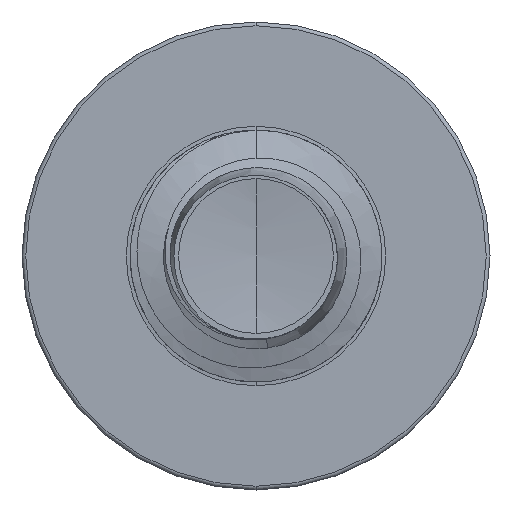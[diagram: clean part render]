
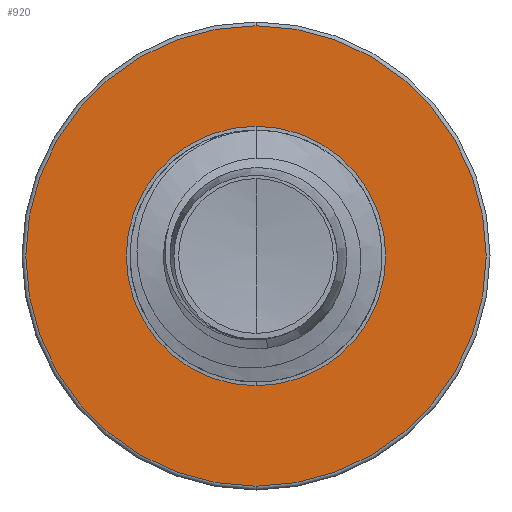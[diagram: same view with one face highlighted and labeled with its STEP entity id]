
A CAD part, front view. The second image highlights one B-rep face of the part: STEP entity #920.
In plain terms, the highlighted planar face has unit normal (0, -1, 0).
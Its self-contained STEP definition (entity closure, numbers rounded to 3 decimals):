
#920 = ADVANCED_FACE ( 'NONE', ( #9208, #4240 ), #16922, .F. ) ;
#1247 = CARTESIAN_POINT ( 'NONE',  ( 0., 3.5, -0.721 ) ) ;
#1583 = VERTEX_POINT ( 'NONE', #6879 ) ;
#2124 = DIRECTION ( 'NONE',  ( 0., 1., 0. ) ) ;
#3414 = AXIS2_PLACEMENT_3D ( 'NONE', #5354, #15311, #6940 ) ;
#3880 = CIRCLE ( 'NONE', #4338, 1.279 ) ;
#4096 = CARTESIAN_POINT ( 'NONE',  ( 0., 3.5, -1.279 ) ) ;
#4240 = FACE_BOUND ( 'NONE', #5300, .T. ) ;
#4338 = AXIS2_PLACEMENT_3D ( 'NONE', #13717, #4889, #14941 ) ;
#4889 = DIRECTION ( 'NONE',  ( 0., 1., 0. ) ) ;
#5300 = EDGE_LOOP ( 'NONE', ( #17704, #8355 ) ) ;
#5354 = CARTESIAN_POINT ( 'NONE',  ( 0., 3.5, 0. ) ) ;
#5395 = DIRECTION ( 'NONE',  ( 0., 1., 0. ) ) ;
#6879 = CARTESIAN_POINT ( 'NONE',  ( 0., 3.5, 1.279 ) ) ;
#6912 = CARTESIAN_POINT ( 'NONE',  ( 0., 3.5, 0. ) ) ;
#6940 = DIRECTION ( 'NONE',  ( 0., 0., 1. ) ) ;
#8355 = ORIENTED_EDGE ( 'NONE', *, *, #9476, .T. ) ;
#8573 = DIRECTION ( 'NONE',  ( 0., 0., 1. ) ) ;
#8823 = AXIS2_PLACEMENT_3D ( 'NONE', #1247, #2124, #13880 ) ;
#9208 = FACE_OUTER_BOUND ( 'NONE', #15139, .T. ) ;
#9390 = ORIENTED_EDGE ( 'NONE', *, *, #15784, .F. ) ;
#9476 = EDGE_CURVE ( 'NONE', #10027, #9520, #16195, .T. ) ;
#9520 = VERTEX_POINT ( 'NONE', #12780 ) ;
#10027 = VERTEX_POINT ( 'NONE', #16711 ) ;
#12153 = VERTEX_POINT ( 'NONE', #4096 ) ;
#12210 = CIRCLE ( 'NONE', #15586, 0.721 ) ;
#12456 = ORIENTED_EDGE ( 'NONE', *, *, #16568, .F. ) ;
#12780 = CARTESIAN_POINT ( 'NONE',  ( 0., 3.5, 0.721 ) ) ;
#13717 = CARTESIAN_POINT ( 'NONE',  ( 0., 3.5, 0. ) ) ;
#13880 = DIRECTION ( 'NONE',  ( 0., 0., 1. ) ) ;
#14119 = CARTESIAN_POINT ( 'NONE',  ( 0., 3.5, 0. ) ) ;
#14941 = DIRECTION ( 'NONE',  ( 0., 0., 1. ) ) ;
#15139 = EDGE_LOOP ( 'NONE', ( #12456, #9390 ) ) ;
#15311 = DIRECTION ( 'NONE',  ( 0., 1., 0. ) ) ;
#15340 = DIRECTION ( 'NONE',  ( 0., 0., 1. ) ) ;
#15586 = AXIS2_PLACEMENT_3D ( 'NONE', #6912, #16516, #8573 ) ;
#15754 = EDGE_CURVE ( 'NONE', #9520, #10027, #12210, .T. ) ;
#15784 = EDGE_CURVE ( 'NONE', #12153, #1583, #15973, .T. ) ;
#15973 = CIRCLE ( 'NONE', #17309, 1.279 ) ;
#16195 = CIRCLE ( 'NONE', #3414, 0.721 ) ;
#16516 = DIRECTION ( 'NONE',  ( 0., 1., 0. ) ) ;
#16568 = EDGE_CURVE ( 'NONE', #1583, #12153, #3880, .T. ) ;
#16711 = CARTESIAN_POINT ( 'NONE',  ( 0., 3.5, -0.721 ) ) ;
#16922 = PLANE ( 'NONE',  #8823 ) ;
#17309 = AXIS2_PLACEMENT_3D ( 'NONE', #14119, #5395, #15340 ) ;
#17704 = ORIENTED_EDGE ( 'NONE', *, *, #15754, .T. ) ;
